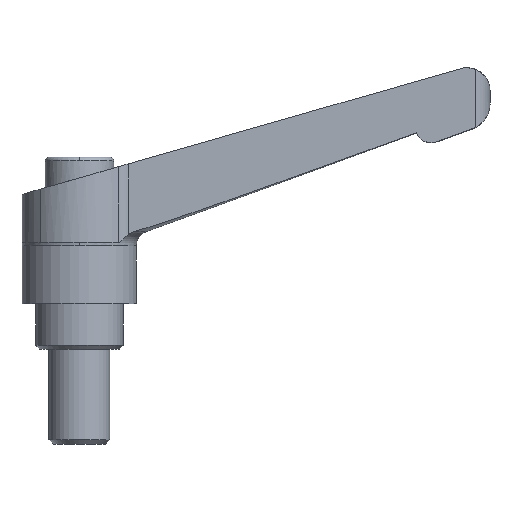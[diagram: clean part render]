
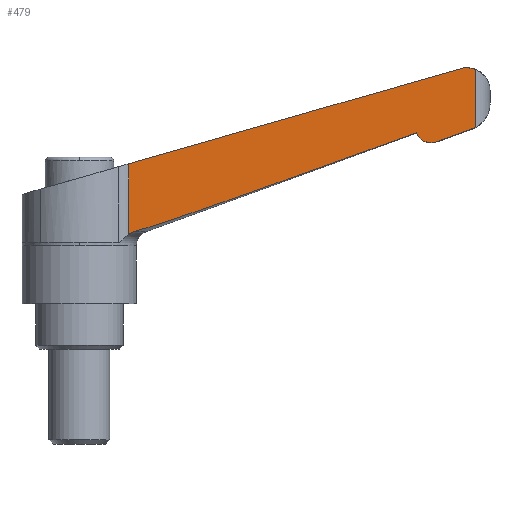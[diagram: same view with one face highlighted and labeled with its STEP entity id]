
A CAD part, top view. The second image highlights one B-rep face of the part: STEP entity #479.
In plain terms, the highlighted planar face has unit normal (0.035, 0, 0.999).
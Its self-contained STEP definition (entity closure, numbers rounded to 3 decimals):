
#275 = VERTEX_POINT( '', #763 );
#389 = VERTEX_POINT( '', #891 );
#453 = EDGE_CURVE( '', #275, #455, #961, .T. );
#455 = VERTEX_POINT( '', #963 );
#461 = VERTEX_POINT( '', #969 );
#463 = VERTEX_POINT( '', #971 );
#465 = EDGE_CURVE( '', #463, #521, #973, .T. );
#479 = ADVANCED_FACE( '', ( #989 ), #990, .F. );
#521 = VERTEX_POINT( '', #1040 );
#547 = EDGE_CURVE( '', #561, #463, #1069, .T. );
#557 = EDGE_CURVE( '', #715, #723, #1080, .T. );
#561 = VERTEX_POINT( '', #1084 );
#595 = EDGE_CURVE( '', #561, #389, #1119, .T. );
#631 = EDGE_CURVE( '', #723, #275, #1157, .T. );
#655 = EDGE_CURVE( '', #461, #389, #1186, .T. );
#665 = EDGE_CURVE( '', #461, #455, #1197, .T. );
#671 = EDGE_CURVE( '', #521, #715, #1203, .T. );
#715 = VERTEX_POINT( '', #1250 );
#723 = VERTEX_POINT( '', #1258 );
#763 = CARTESIAN_POINT( '', ( 12.916, 30.152, 9.944 ) );
#891 = CARTESIAN_POINT( '', ( 104.291, 73.487, 6.753 ) );
#961 = LINE( '', #1593, #1594 );
#963 = CARTESIAN_POINT( '', ( 12.916, 48.734, 9.944 ) );
#969 = CARTESIAN_POINT( '', ( 100.973, 73.985, 6.869 ) );
#971 = CARTESIAN_POINT( '', ( 103.17, 57.916, 6.792 ) );
#973 = ( B_SPLINE_CURVE( 2, ( #1611, #1612, #1613 ), .UNSPECIFIED., .F., .F. )B_SPLINE_CURVE_WITH_KNOTS( ( 3, 3 ), ( 0., 9.911 ), .UNSPECIFIED. )RATIONAL_B_SPLINE_CURVE( ( 1., 1.001, 1. ) )BOUNDED_CURVE(  )REPRESENTATION_ITEM( '' )GEOMETRIC_REPRESENTATION_ITEM(  )CURVE(  ) );
#989 = FACE_OUTER_BOUND( '', #1640, .T. );
#990 = PLANE( '', #1641 );
#1040 = CARTESIAN_POINT( '', ( 93.856, 54.543, 7.118 ) );
#1069 = B_SPLINE_CURVE_WITH_KNOTS( '', 3, ( #1746, #1747, #1748, #1749, #1750, #1751, #1752, #1753 ), .UNSPECIFIED., .F., .F., ( 4, 2, 2, 4 ), ( 6.899, 7.133, 7.783, 8.089 ), .UNSPECIFIED. );
#1080 = ( B_SPLINE_CURVE( 2, ( #1802, #1803, #1804 ), .UNSPECIFIED., .F., .F. )B_SPLINE_CURVE_WITH_KNOTS( ( 3, 3 ), ( 0., 78.568 ), .UNSPECIFIED. )RATIONAL_B_SPLINE_CURVE( ( 1., 1.391, 1. ) )BOUNDED_CURVE(  )REPRESENTATION_ITEM( '' )GEOMETRIC_REPRESENTATION_ITEM(  )CURVE(  ) );
#1084 = CARTESIAN_POINT( '', ( 104.291, 58.438, 6.753 ) );
#1119 = LINE( '', #1886, #1887 );
#1157 = B_SPLINE_CURVE_WITH_KNOTS( '', 3, ( #1949, #1950, #1951, #1952, #1953, #1954, #1955, #1956 ), .UNSPECIFIED., .F., .F., ( 4, 2, 2, 4 ), ( 7.975, 8.312, 9.233, 9.742 ), .UNSPECIFIED. );
#1186 = B_SPLINE_CURVE_WITH_KNOTS( '', 3, ( #1989, #1990, #1991, #1992, #1993, #1994, #1995, #1996, #1997, #1998, #1999, #2000, #2001, #2002, #2003, #2004, #2005, #2006 ), .UNSPECIFIED., .F., .F., ( 4, 2, 2, 2, 2, 2, 2, 2, 4 ), ( 25.151, 25.61, 26.169, 26.728, 27.288, 27.847, 28.406, 28.965, 29.191 ), .UNSPECIFIED. );
#1197 = LINE( '', #2020, #2021 );
#1203 = B_SPLINE_CURVE_WITH_KNOTS( '', 3, ( #2056, #2057, #2058, #2059, #2060, #2061, #2062, #2063, #2064, #2065, #2066, #2067, #2068, #2069, #2070, #2071, #2072, #2073, #2074, #2075 ), .UNSPECIFIED., .F., .F., ( 4, 2, 2, 2, 2, 2, 2, 2, 2, 4 ), ( 4.624, 5.195, 5.942, 6.689, 7.435, 8.18, 8.925, 9.666, 10.408, 10.575 ), .UNSPECIFIED. );
#1250 = CARTESIAN_POINT( '', ( 88.699, 56.934, 7.298 ) );
#1258 = CARTESIAN_POINT( '', ( 14.599, 30.958, 9.885 ) );
#1593 = CARTESIAN_POINT( '', ( 12.916, 0., 9.944 ) );
#1594 = VECTOR( '', #2450, 1. );
#1611 = CARTESIAN_POINT( '', ( 103.17, 57.916, 6.792 ) );
#1612 = CARTESIAN_POINT( '', ( 98.295, 56.15, 6.963 ) );
#1613 = CARTESIAN_POINT( '', ( 93.856, 54.543, 7.118 ) );
#1640 = EDGE_LOOP( '', ( #2474, #2475, #2476, #2477, #2478, #2479, #2480, #2481, #2482 ) );
#1641 = AXIS2_PLACEMENT_3D( '', #2483, #2484, #2485 );
#1746 = CARTESIAN_POINT( '', ( 104.291, 58.438, 6.753 ) );
#1747 = CARTESIAN_POINT( '', ( 104.218, 58.396, 6.756 ) );
#1748 = CARTESIAN_POINT( '', ( 104.145, 58.355, 6.758 ) );
#1749 = CARTESIAN_POINT( '', ( 103.867, 58.208, 6.768 ) );
#1750 = CARTESIAN_POINT( '', ( 103.661, 58.112, 6.775 ) );
#1751 = CARTESIAN_POINT( '', ( 103.366, 57.99, 6.785 ) );
#1752 = CARTESIAN_POINT( '', ( 103.269, 57.952, 6.789 ) );
#1753 = CARTESIAN_POINT( '', ( 103.17, 57.916, 6.792 ) );
#1802 = CARTESIAN_POINT( '', ( 88.699, 56.934, 7.298 ) );
#1803 = CARTESIAN_POINT( '', ( 26.851, 34.563, 9.457 ) );
#1804 = CARTESIAN_POINT( '', ( 14.599, 30.958, 9.885 ) );
#1886 = CARTESIAN_POINT( '', ( 104.291, 0., 6.753 ) );
#1887 = VECTOR( '', #2658, 1. );
#1949 = CARTESIAN_POINT( '', ( 14.599, 30.958, 9.885 ) );
#1950 = CARTESIAN_POINT( '', ( 14.486, 30.925, 9.889 ) );
#1951 = CARTESIAN_POINT( '', ( 14.376, 30.889, 9.893 ) );
#1952 = CARTESIAN_POINT( '', ( 13.981, 30.747, 9.907 ) );
#1953 = CARTESIAN_POINT( '', ( 13.673, 30.61, 9.918 ) );
#1954 = CARTESIAN_POINT( '', ( 13.22, 30.354, 9.933 ) );
#1955 = CARTESIAN_POINT( '', ( 13.063, 30.256, 9.939 ) );
#1956 = CARTESIAN_POINT( '', ( 12.916, 30.152, 9.944 ) );
#1989 = CARTESIAN_POINT( '', ( 100.108, 73.805, 6.899 ) );
#1990 = CARTESIAN_POINT( '', ( 100.266, 73.85, 6.894 ) );
#1991 = CARTESIAN_POINT( '', ( 100.428, 73.89, 6.888 ) );
#1992 = CARTESIAN_POINT( '', ( 100.79, 73.962, 6.875 ) );
#1993 = CARTESIAN_POINT( '', ( 100.992, 73.991, 6.868 ) );
#1994 = CARTESIAN_POINT( '', ( 101.388, 74.029, 6.855 ) );
#1995 = CARTESIAN_POINT( '', ( 101.583, 74.038, 6.848 ) );
#1996 = CARTESIAN_POINT( '', ( 101.956, 74.038, 6.835 ) );
#1997 = CARTESIAN_POINT( '', ( 102.15, 74.029, 6.828 ) );
#1998 = CARTESIAN_POINT( '', ( 102.547, 73.991, 6.814 ) );
#1999 = CARTESIAN_POINT( '', ( 102.748, 73.962, 6.807 ) );
#2000 = CARTESIAN_POINT( '', ( 103.146, 73.883, 6.793 ) );
#2001 = CARTESIAN_POINT( '', ( 103.344, 73.833, 6.786 ) );
#2002 = CARTESIAN_POINT( '', ( 103.724, 73.717, 6.773 ) );
#2003 = CARTESIAN_POINT( '', ( 103.908, 73.65, 6.767 ) );
#2004 = CARTESIAN_POINT( '', ( 104.15, 73.551, 6.758 ) );
#2005 = CARTESIAN_POINT( '', ( 104.22, 73.52, 6.756 ) );
#2006 = CARTESIAN_POINT( '', ( 104.291, 73.487, 6.753 ) );
#2020 = CARTESIAN_POINT( '', ( -8.298, 42.65, 10.685 ) );
#2021 = VECTOR( '', #2743, 1. );
#2056 = CARTESIAN_POINT( '', ( 93.856, 54.543, 7.118 ) );
#2057 = CARTESIAN_POINT( '', ( 93.671, 54.476, 7.124 ) );
#2058 = CARTESIAN_POINT( '', ( 93.47, 54.419, 7.131 ) );
#2059 = CARTESIAN_POINT( '', ( 93.001, 54.326, 7.147 ) );
#2060 = CARTESIAN_POINT( '', ( 92.729, 54.302, 7.157 ) );
#2061 = CARTESIAN_POINT( '', ( 92.232, 54.302, 7.174 ) );
#2062 = CARTESIAN_POINT( '', ( 91.96, 54.326, 7.184 ) );
#2063 = CARTESIAN_POINT( '', ( 91.428, 54.432, 7.202 ) );
#2064 = CARTESIAN_POINT( '', ( 91.167, 54.513, 7.211 ) );
#2065 = CARTESIAN_POINT( '', ( 90.708, 54.702, 7.228 ) );
#2066 = CARTESIAN_POINT( '', ( 90.467, 54.828, 7.236 ) );
#2067 = CARTESIAN_POINT( '', ( 90.017, 55.128, 7.252 ) );
#2068 = CARTESIAN_POINT( '', ( 89.807, 55.302, 7.259 ) );
#2069 = CARTESIAN_POINT( '', ( 89.457, 55.652, 7.271 ) );
#2070 = CARTESIAN_POINT( '', ( 89.283, 55.859, 7.277 ) );
#2071 = CARTESIAN_POINT( '', ( 88.982, 56.307, 7.288 ) );
#2072 = CARTESIAN_POINT( '', ( 88.856, 56.547, 7.292 ) );
#2073 = CARTESIAN_POINT( '', ( 88.74, 56.826, 7.296 ) );
#2074 = CARTESIAN_POINT( '', ( 88.719, 56.879, 7.297 ) );
#2075 = CARTESIAN_POINT( '', ( 88.699, 56.934, 7.298 ) );
#2450 = DIRECTION( '', ( 0., 1., 0. ) );
#2474 = ORIENTED_EDGE( '', *, *, #665, .T. );
#2475 = ORIENTED_EDGE( '', *, *, #453, .F. );
#2476 = ORIENTED_EDGE( '', *, *, #631, .F. );
#2477 = ORIENTED_EDGE( '', *, *, #557, .F. );
#2478 = ORIENTED_EDGE( '', *, *, #671, .F. );
#2479 = ORIENTED_EDGE( '', *, *, #465, .F. );
#2480 = ORIENTED_EDGE( '', *, *, #547, .F. );
#2481 = ORIENTED_EDGE( '', *, *, #595, .T. );
#2482 = ORIENTED_EDGE( '', *, *, #655, .F. );
#2483 = CARTESIAN_POINT( '', ( 12.916, 0., 9.944 ) );
#2484 = DIRECTION( '', ( -0.035, 0., -0.999 ) );
#2485 = DIRECTION( '', ( -0.999, 0., 0.035 ) );
#2658 = DIRECTION( '', ( 0., 1., 0. ) );
#2743 = DIRECTION( '', ( -0.961, -0.275, 0.034 ) );
